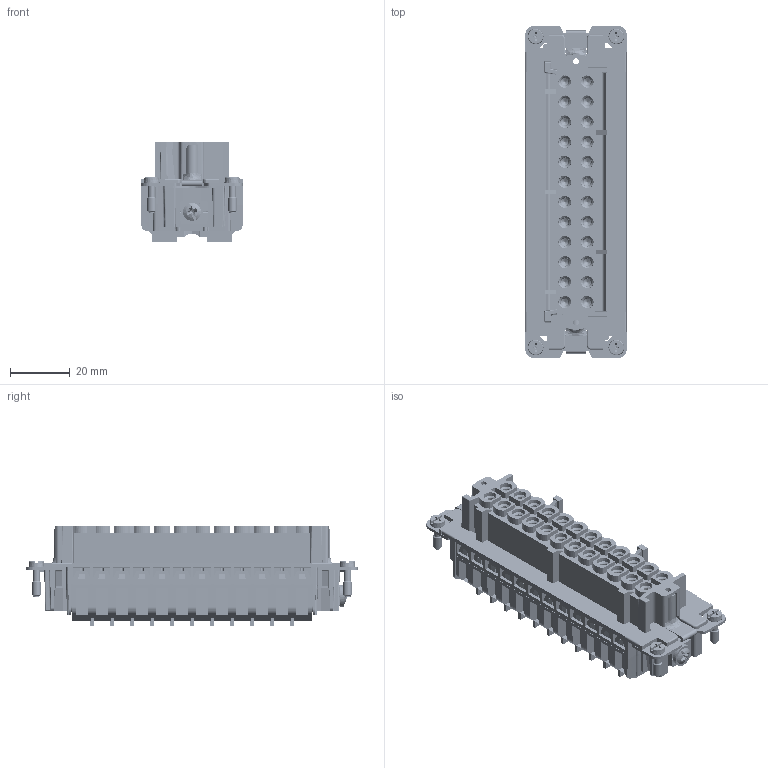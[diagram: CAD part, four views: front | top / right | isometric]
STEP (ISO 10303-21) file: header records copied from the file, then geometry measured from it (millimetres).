
FILE_DESCRIPTION(('CATIA V5 STEP Exchange','CAx-IF Rec.Pracs.--- Model Styling and Organization---1.5--- 2016-08-15','CAx-IF Rec.Pracs.---Supplemental Geometry---1.0---2011-11-01','CAx-IF Rec.Pracs.--- Composite Materials ---1.1---2010-07-15'),'2;1');
FILE_NAME ('D1458142_1', '2025-08-21T09:21:08+00:00', ('none'), ('Weidmueller'), 'CATIA Version 5-6 Release 2024 SP4', 'CATIA V5 STEP AP214 v3', 'none');
FILE_SCHEMA(('AUTOMOTIVE_DESIGN { 1 0 10303 214 1 1 1 1 }'));
Products named in the file (1): 1873580000
Bounding box: 34 x 111 x 33.75 mm (x, y, z)
Volume: 46183.6 mm3; surface area: 70447.2 mm2
Topology: 1 solids, 1 shells, 6868 faces, 20085 edges, 13197 vertices
Faces by surface type: plane 4420, cylinder 1519, cone 661, torus 172, sphere 44, bspline 34, extrusion 10, revolution 8
Entity records: 215248 total; most frequent: CARTESIAN_POINT 49966, ORIENTED_EDGE 39968, DIRECTION 25155, EDGE_CURVE 19984, VECTOR 14225, LINE 14215, VERTEX_POINT 13197, EDGE_LOOP 7437
